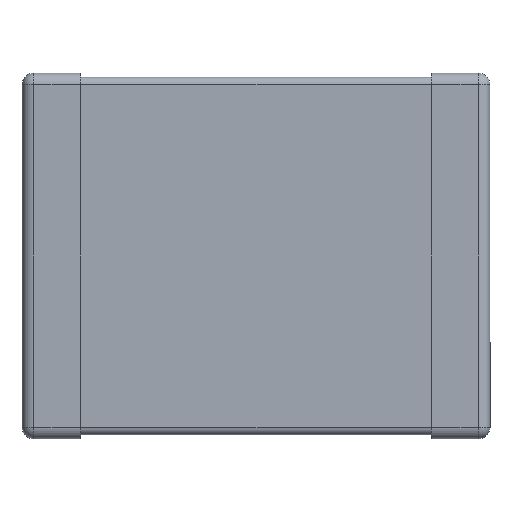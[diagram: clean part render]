
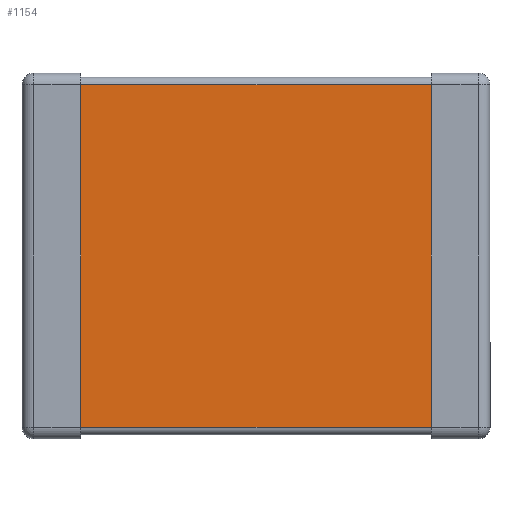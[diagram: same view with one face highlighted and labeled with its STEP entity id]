
A CAD part, front view. The second image highlights one B-rep face of the part: STEP entity #1154.
In plain terms, the highlighted planar face has unit normal (0, -1, 0).
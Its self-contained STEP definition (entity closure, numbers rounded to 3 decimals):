
#5 = VECTOR ( 'NONE', #1036, 1000. ) ;
#47 = ORIENTED_EDGE ( 'NONE', *, *, #333, .F. ) ;
#60 = LINE ( 'NONE', #846, #5 ) ;
#111 = VECTOR ( 'NONE', #245, 1000. ) ;
#116 = AXIS2_PLACEMENT_3D ( 'NONE', #231, #335, #926 ) ;
#125 = CARTESIAN_POINT ( 'NONE',  ( 500000., 0.027, -1.17 ) ) ;
#148 = EDGE_CURVE ( 'NONE', #1122, #918, #60, .T. ) ;
#223 = VECTOR ( 'NONE', #1114, 1000. ) ;
#231 = CARTESIAN_POINT ( 'NONE',  ( 500000., 0.027, 1.17 ) ) ;
#245 = DIRECTION ( 'NONE',  ( -1., 0., 0. ) ) ;
#297 = ORIENTED_EDGE ( 'NONE', *, *, #1168, .F. ) ;
#317 = EDGE_CURVE ( 'NONE', #469, #1122, #621, .T. ) ;
#321 = CARTESIAN_POINT ( 'NONE',  ( 500000., 0.027, 1.17 ) ) ;
#333 = EDGE_CURVE ( 'NONE', #1227, #918, #1016, .T. ) ;
#335 = DIRECTION ( 'NONE',  ( 0., 1., 0. ) ) ;
#343 = ORIENTED_EDGE ( 'NONE', *, *, #317, .T. ) ;
#381 = ORIENTED_EDGE ( 'NONE', *, *, #148, .T. ) ;
#427 = LINE ( 'NONE', #1277, #723 ) ;
#452 = CARTESIAN_POINT ( 'NONE',  ( -1.2, 0.027, -1.17 ) ) ;
#469 = VERTEX_POINT ( 'NONE', #1240 ) ;
#524 = EDGE_LOOP ( 'NONE', ( #297, #343, #381, #47 ) ) ;
#526 = PLANE ( 'NONE',  #116 ) ;
#621 = LINE ( 'NONE', #321, #111 ) ;
#688 = CARTESIAN_POINT ( 'NONE',  ( 1.2, 0.027, -1.17 ) ) ;
#723 = VECTOR ( 'NONE', #1084, 1000. ) ;
#724 = FACE_OUTER_BOUND ( 'NONE', #524, .T. ) ;
#846 = CARTESIAN_POINT ( 'NONE',  ( -1.2, 0.027, 1.17 ) ) ;
#918 = VERTEX_POINT ( 'NONE', #452 ) ;
#920 = CARTESIAN_POINT ( 'NONE',  ( -1.2, 0.027, 1.17 ) ) ;
#926 = DIRECTION ( 'NONE',  ( 0., 0., 1. ) ) ;
#1016 = LINE ( 'NONE', #125, #223 ) ;
#1036 = DIRECTION ( 'NONE',  ( 0., 0., -1. ) ) ;
#1084 = DIRECTION ( 'NONE',  ( 0., 0., -1. ) ) ;
#1114 = DIRECTION ( 'NONE',  ( -1., 0., 0. ) ) ;
#1122 = VERTEX_POINT ( 'NONE', #920 ) ;
#1154 = ADVANCED_FACE ( 'NONE', ( #724 ), #526, .F. ) ;
#1168 = EDGE_CURVE ( 'NONE', #469, #1227, #427, .T. ) ;
#1227 = VERTEX_POINT ( 'NONE', #688 ) ;
#1240 = CARTESIAN_POINT ( 'NONE',  ( 1.2, 0.027, 1.17 ) ) ;
#1277 = CARTESIAN_POINT ( 'NONE',  ( 1.2, 0.027, 1.17 ) ) ;
